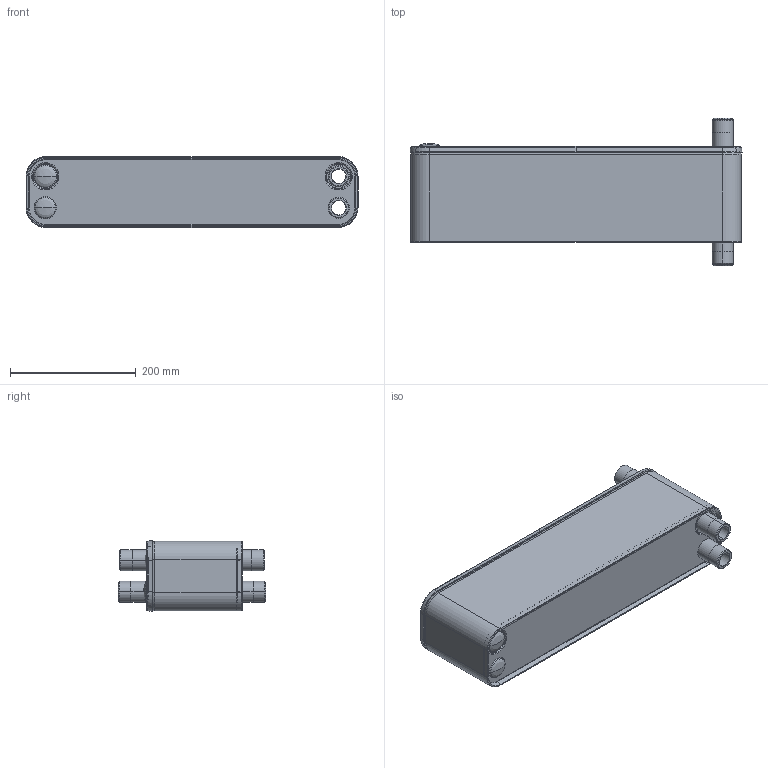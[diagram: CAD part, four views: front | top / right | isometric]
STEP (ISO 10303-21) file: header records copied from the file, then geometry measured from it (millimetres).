
FILE_DESCRIPTION((''),'2;1');
FILE_NAME('3287079667_ASM','2015-01-28T',('SEROAEK'),(''),'PRO/ENGINEER BY PARAMETRIC TECHNOLOGY CORPORATION, 2013230','PRO/ENGINEER BY PARAMETRIC TECHNOLOGY CORPORATION, 2013230','');
FILE_SCHEMA(('CONFIG_CONTROL_DESIGN'));
Length unit declared in the file: millimetre
Products named in the file (6): CB60_60_CH_BLOCK; CB60_FP_S2S3_25; CB60_PP_T2T3_25; 1625764-01; LABEL_STD; 3287079667_ASM
Assembly tree (8 placements, depth 2):
  3287079667_ASM
    CB60_60_CH_BLOCK
    CB60_FP_S2S3_25
    CB60_PP_T2T3_25
    1625764-01  x4
    LABEL_STD
Bounding box: 527.36 x 234.2 x 112.91 mm (x, y, z)
Volume: 7897816.7 mm3; surface area: 680607.7 mm2
Topology: 15 solids, 21 shells, 574 faces, 1342 edges, 838 vertices
Faces by surface type: plane 267, cylinder 88, cone 84, torus 74, bspline 45, revolution 16
Entity records: 19110 total; most frequent: CARTESIAN_POINT 7518, DIRECTION 2371, ORIENTED_EDGE 2332, EDGE_CURVE 1168, AXIS2_PLACEMENT_3D 811, VECTOR 733, LINE 733, VERTEX_POINT 730
